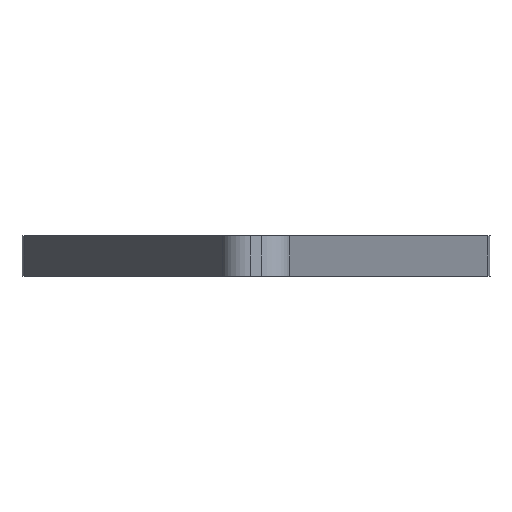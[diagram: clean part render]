
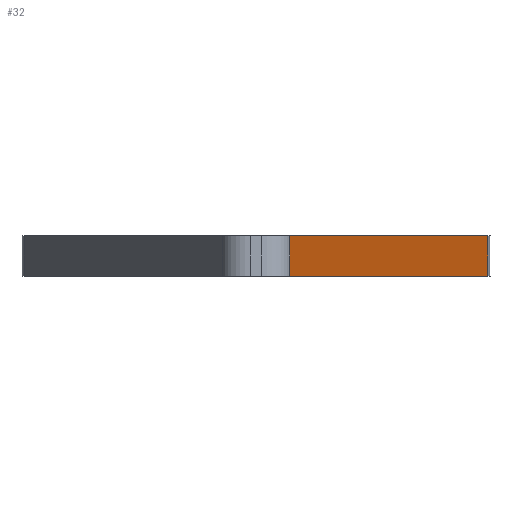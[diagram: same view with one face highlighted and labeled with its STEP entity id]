
A CAD part, left-side view. The second image highlights one B-rep face of the part: STEP entity #32.
In plain terms, the highlighted planar face has unit normal (-0.375, -0.927, 0).
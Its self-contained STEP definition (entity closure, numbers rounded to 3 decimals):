
#32 = ADVANCED_FACE ( 'NONE', ( #649 ), #790, .F. ) ;
#36 = VECTOR ( 'NONE', #1250, 1000. ) ;
#82 = LINE ( 'NONE', #1365, #1506 ) ;
#102 = LINE ( 'NONE', #1388, #1338 ) ;
#127 = DIRECTION ( 'NONE',  ( 0.927, -0.375, 0. ) ) ;
#154 = EDGE_CURVE ( 'NONE', #2061, #598, #102, .T. ) ;
#199 = VECTOR ( 'NONE', #1887, 1000. ) ;
#325 = EDGE_CURVE ( 'NONE', #1010, #398, #82, .T. ) ;
#398 = VERTEX_POINT ( 'NONE', #1808 ) ;
#526 = EDGE_LOOP ( 'NONE', ( #1938, #1972, #2007, #2013 ) ) ;
#598 = VERTEX_POINT ( 'NONE', #2092 ) ;
#649 = FACE_OUTER_BOUND ( 'NONE', #526, .T. ) ;
#790 = PLANE ( 'NONE',  #1850 ) ;
#1010 = VERTEX_POINT ( 'NONE', #1861 ) ;
#1077 = EDGE_CURVE ( 'NONE', #2061, #398, #1555, .T. ) ;
#1250 = DIRECTION ( 'NONE',  ( 0., 0., -1. ) ) ;
#1338 = VECTOR ( 'NONE', #127, 1000. ) ;
#1344 = CARTESIAN_POINT ( 'NONE',  ( -67.498, -4.511, 5.5 ) ) ;
#1365 = CARTESIAN_POINT ( 'NONE',  ( 4.253, -33.5, 0. ) ) ;
#1388 = CARTESIAN_POINT ( 'NONE',  ( -11.039, -27.322, 5.5 ) ) ;
#1396 = CARTESIAN_POINT ( 'NONE',  ( -67.498, -4.511, 0. ) ) ;
#1433 = CARTESIAN_POINT ( 'NONE',  ( 4.253, -33.5, 5.5 ) ) ;
#1445 = DIRECTION ( 'NONE',  ( 0., 0., -1. ) ) ;
#1506 = VECTOR ( 'NONE', #2014, 1000. ) ;
#1525 = LINE ( 'NONE', #1553, #199 ) ;
#1553 = CARTESIAN_POINT ( 'NONE',  ( -1.498, -31.176, 5.5 ) ) ;
#1555 = LINE ( 'NONE', #1396, #36 ) ;
#1808 = CARTESIAN_POINT ( 'NONE',  ( -67.498, -4.511, 0. ) ) ;
#1809 = EDGE_CURVE ( 'NONE', #1010, #598, #1525, .T. ) ;
#1850 = AXIS2_PLACEMENT_3D ( 'NONE', #1433, #2073, #1445 ) ;
#1861 = CARTESIAN_POINT ( 'NONE',  ( -1.498, -31.176, 0. ) ) ;
#1887 = DIRECTION ( 'NONE',  ( 0., 0., 1. ) ) ;
#1938 = ORIENTED_EDGE ( 'NONE', *, *, #154, .F. ) ;
#1972 = ORIENTED_EDGE ( 'NONE', *, *, #1077, .T. ) ;
#2007 = ORIENTED_EDGE ( 'NONE', *, *, #325, .F. ) ;
#2013 = ORIENTED_EDGE ( 'NONE', *, *, #1809, .T. ) ;
#2014 = DIRECTION ( 'NONE',  ( -0.927, 0.375, 0. ) ) ;
#2061 = VERTEX_POINT ( 'NONE', #1344 ) ;
#2073 = DIRECTION ( 'NONE',  ( 0.375, 0.927, 0. ) ) ;
#2092 = CARTESIAN_POINT ( 'NONE',  ( -1.498, -31.176, 5.5 ) ) ;
